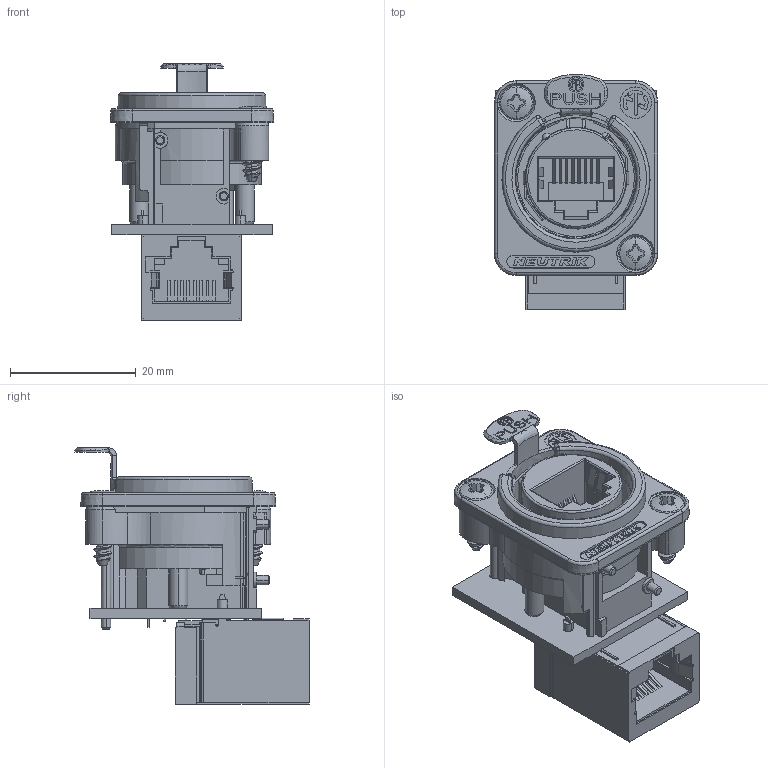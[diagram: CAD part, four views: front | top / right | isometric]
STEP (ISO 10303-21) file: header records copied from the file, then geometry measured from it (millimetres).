
FILE_DESCRIPTION((''),'2;1');
FILE_NAME('30012223','2025-02-06T14:38:24',('elias.feurle'),(''),'CREO PARAMETRIC BY PTC INC, 2023424','CREO PARAMETRIC BY PTC INC, 2023424','');
FILE_SCHEMA(('AUTOMOTIVE_DESIGN { 1 0 10303 214 1 1 1 1 }'));
Length unit declared in the file: millimetre
Products named in the file (1): 30012223
Bounding box: 26 x 37.34 x 40.82 mm (x, y, z)
Volume: 11270.5 mm3; surface area: 11429.9 mm2
Topology: 3 solids, 3 shells, 1319 faces, 3617 edges, 2327 vertices
Faces by surface type: plane 916, cylinder 263, cone 70, bspline 38, torus 21, sphere 11
Entity records: 54208 total; most frequent: CARTESIAN_POINT 11224, ORIENTED_EDGE 7224, DIRECTION 6639, EDGE_CURVE 3612, VECTOR 2657, LINE 2657, VERTEX_POINT 2327, AXIS2_PLACEMENT_3D 1991
